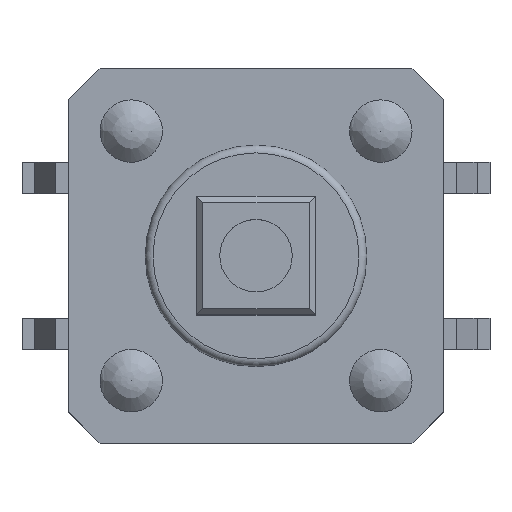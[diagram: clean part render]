
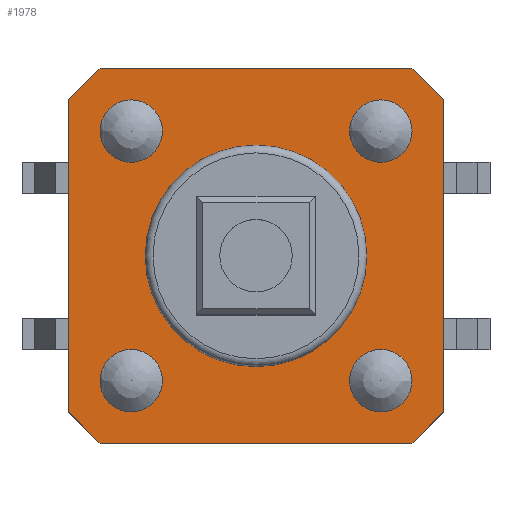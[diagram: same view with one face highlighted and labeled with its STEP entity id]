
A CAD part, top view. The second image highlights one B-rep face of the part: STEP entity #1978.
In plain terms, the highlighted planar face has unit normal (0, 0, 1).
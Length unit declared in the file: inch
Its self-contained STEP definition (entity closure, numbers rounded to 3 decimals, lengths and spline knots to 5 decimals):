
#171=CARTESIAN_POINT('',(-0.98693,0.06014,0.1378));
#172=VERTEX_POINT('',#171);
#173=CARTESIAN_POINT('',(-0.98693,0.19991,0.1378));
#174=DIRECTION('',(0.0,0.0,-1.0));
#175=DIRECTION('',(0.0,1.0,0.0));
#176=AXIS2_PLACEMENT_3D('',#173,#174,#175);
#177=CIRCLE('',#176,0.13976);
#178=EDGE_CURVE('',#172,#172,#177,.T.);
#667=CARTESIAN_POINT('',(-1.10504,0.04243,0.1378));
#668=VERTEX_POINT('',#667);
#669=CARTESIAN_POINT('',(-1.14441,0.04243,0.1378));
#670=DIRECTION('',(0.0,0.0,1.0));
#671=DIRECTION('',(1.0,0.0,0.0));
#672=AXIS2_PLACEMENT_3D('',#669,#670,#671);
#673=CIRCLE('',#672,0.03937);
#674=EDGE_CURVE('',#668,#668,#673,.T.);
#714=CARTESIAN_POINT('',(-0.86882,0.04243,0.1378));
#715=VERTEX_POINT('',#714);
#716=CARTESIAN_POINT('',(-0.82945,0.04243,0.1378));
#717=DIRECTION('',(0.0,0.0,-1.0));
#718=DIRECTION('',(-1.0,0.0,0.0));
#719=AXIS2_PLACEMENT_3D('',#716,#717,#718);
#720=CIRCLE('',#719,0.03937);
#721=EDGE_CURVE('',#715,#715,#720,.T.);
#761=CARTESIAN_POINT('',(-0.79008,0.35739,0.1378));
#762=VERTEX_POINT('',#761);
#763=CARTESIAN_POINT('',(-0.82945,0.35739,0.1378));
#764=DIRECTION('',(0.0,0.0,1.0));
#765=DIRECTION('',(1.0,0.0,0.0));
#766=AXIS2_PLACEMENT_3D('',#763,#764,#765);
#767=CIRCLE('',#766,0.03937);
#768=EDGE_CURVE('',#762,#762,#767,.T.);
#808=CARTESIAN_POINT('',(-1.10504,0.35739,0.1378));
#809=VERTEX_POINT('',#808);
#810=CARTESIAN_POINT('',(-1.14441,0.35739,0.1378));
#811=DIRECTION('',(0.0,0.0,1.0));
#812=DIRECTION('',(1.0,0.0,0.0));
#813=AXIS2_PLACEMENT_3D('',#810,#811,#812);
#814=CIRCLE('',#813,0.03937);
#815=EDGE_CURVE('',#809,#809,#814,.T.);
#1892=CARTESIAN_POINT('',(-1.24677,-0.05993,0.1378));
#1893=DIRECTION('',(0.0,0.0,1.0));
#1894=DIRECTION('',(1.0,0.0,0.0));
#1895=AXIS2_PLACEMENT_3D('',#1892,#1893,#1894);
#1896=PLANE('',#1895);
#1897=CARTESIAN_POINT('',(-1.18378,0.43613,0.1378));
#1898=VERTEX_POINT('',#1897);
#1899=CARTESIAN_POINT('',(-0.79008,0.43613,0.1378));
#1900=VERTEX_POINT('',#1899);
#1901=CARTESIAN_POINT('',(-1.18378,0.43613,0.1378));
#1902=DIRECTION('',(1.0,0.0,0.0));
#1903=VECTOR('',#1902,0.3937);
#1904=LINE('',#1901,#1903);
#1905=EDGE_CURVE('',#1898,#1900,#1904,.T.);
#1906=ORIENTED_EDGE('',*,*,#1905,.F.);
#1907=CARTESIAN_POINT('',(-1.22315,0.39676,0.1378));
#1908=VERTEX_POINT('',#1907);
#1909=CARTESIAN_POINT('',(-1.22315,0.39676,0.1378));
#1910=DIRECTION('',(0.707,0.707,0.0));
#1911=VECTOR('',#1910,0.05568);
#1912=LINE('',#1909,#1911);
#1913=EDGE_CURVE('',#1908,#1898,#1912,.T.);
#1914=ORIENTED_EDGE('',*,*,#1913,.F.);
#1915=CARTESIAN_POINT('',(-1.22315,0.00306,0.1378));
#1916=VERTEX_POINT('',#1915);
#1917=CARTESIAN_POINT('',(-1.22315,0.00306,0.1378));
#1918=DIRECTION('',(0.0,1.0,0.0));
#1919=VECTOR('',#1918,0.3937);
#1920=LINE('',#1917,#1919);
#1921=EDGE_CURVE('',#1916,#1908,#1920,.T.);
#1922=ORIENTED_EDGE('',*,*,#1921,.F.);
#1923=CARTESIAN_POINT('',(-1.18378,-0.03631,0.1378));
#1924=VERTEX_POINT('',#1923);
#1925=CARTESIAN_POINT('',(-1.18378,-0.03631,0.1378));
#1926=DIRECTION('',(-0.707,0.707,0.0));
#1927=VECTOR('',#1926,0.05568);
#1928=LINE('',#1925,#1927);
#1929=EDGE_CURVE('',#1924,#1916,#1928,.T.);
#1930=ORIENTED_EDGE('',*,*,#1929,.F.);
#1931=CARTESIAN_POINT('',(-0.79008,-0.03631,0.1378));
#1932=VERTEX_POINT('',#1931);
#1933=CARTESIAN_POINT('',(-0.79008,-0.03631,0.1378));
#1934=DIRECTION('',(-1.0,0.0,0.0));
#1935=VECTOR('',#1934,0.3937);
#1936=LINE('',#1933,#1935);
#1937=EDGE_CURVE('',#1932,#1924,#1936,.T.);
#1938=ORIENTED_EDGE('',*,*,#1937,.F.);
#1939=CARTESIAN_POINT('',(-0.75071,0.00306,0.1378));
#1940=VERTEX_POINT('',#1939);
#1941=CARTESIAN_POINT('',(-0.75071,0.00306,0.1378));
#1942=DIRECTION('',(-0.707,-0.707,0.0));
#1943=VECTOR('',#1942,0.05568);
#1944=LINE('',#1941,#1943);
#1945=EDGE_CURVE('',#1940,#1932,#1944,.T.);
#1946=ORIENTED_EDGE('',*,*,#1945,.F.);
#1947=CARTESIAN_POINT('',(-0.75071,0.39676,0.1378));
#1948=VERTEX_POINT('',#1947);
#1949=CARTESIAN_POINT('',(-0.75071,0.39676,0.1378));
#1950=DIRECTION('',(0.0,-1.0,0.0));
#1951=VECTOR('',#1950,0.3937);
#1952=LINE('',#1949,#1951);
#1953=EDGE_CURVE('',#1948,#1940,#1952,.T.);
#1954=ORIENTED_EDGE('',*,*,#1953,.F.);
#1955=CARTESIAN_POINT('',(-0.79008,0.43613,0.1378));
#1956=DIRECTION('',(0.707,-0.707,0.0));
#1957=VECTOR('',#1956,0.05568);
#1958=LINE('',#1955,#1957);
#1959=EDGE_CURVE('',#1900,#1948,#1958,.T.);
#1960=ORIENTED_EDGE('',*,*,#1959,.F.);
#1961=EDGE_LOOP('',(#1906,#1914,#1922,#1930,#1938,#1946,#1954,#1960));
#1962=FACE_OUTER_BOUND('',#1961,.T.);
#1963=ORIENTED_EDGE('',*,*,#178,.T.);
#1964=EDGE_LOOP('',(#1963));
#1965=FACE_BOUND('',#1964,.T.);
#1966=ORIENTED_EDGE('',*,*,#674,.F.);
#1967=EDGE_LOOP('',(#1966));
#1968=FACE_BOUND('',#1967,.T.);
#1969=ORIENTED_EDGE('',*,*,#721,.T.);
#1970=EDGE_LOOP('',(#1969));
#1971=FACE_BOUND('',#1970,.T.);
#1972=ORIENTED_EDGE('',*,*,#768,.F.);
#1973=EDGE_LOOP('',(#1972));
#1974=FACE_BOUND('',#1973,.T.);
#1975=ORIENTED_EDGE('',*,*,#815,.F.);
#1976=EDGE_LOOP('',(#1975));
#1977=FACE_BOUND('',#1976,.T.);
#1978=ADVANCED_FACE('',(#1962,#1965,#1968,#1971,#1974,#1977),#1896,.T.);
